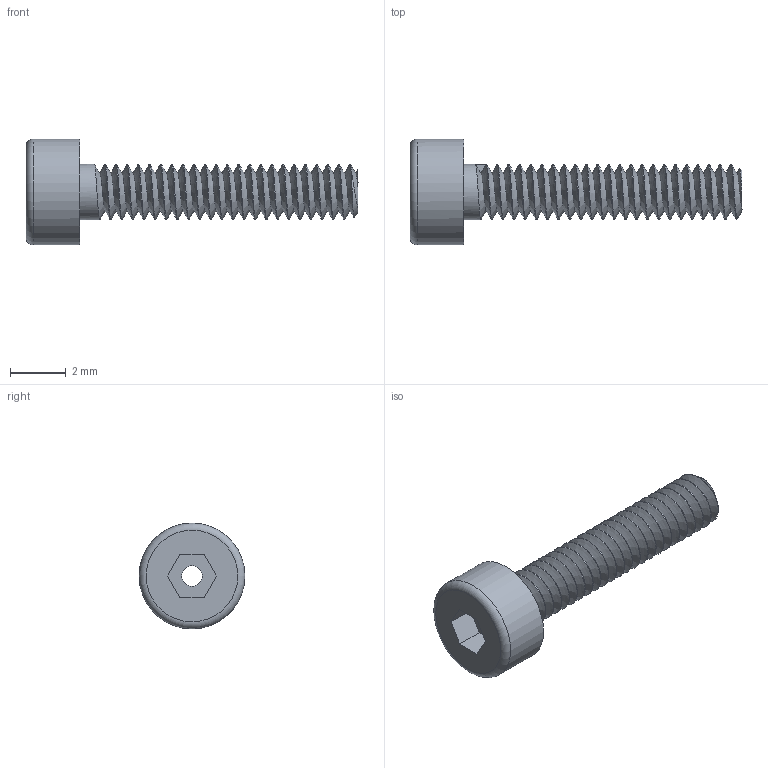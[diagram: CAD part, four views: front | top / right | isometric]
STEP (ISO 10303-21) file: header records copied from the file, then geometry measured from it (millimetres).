
FILE_DESCRIPTION(/* description */ (''),/* implementation_level */ '2;1');
FILE_NAME(/* name */ 'A-VS-M2X10.stp',/* time_stamp */ '2020-10-14T09:22:29+01:00',/* author */ ('Paul'),/* organization */ (''),/* preprocessor_version */ 'ST-DEVELOPER v18.1',/* originating_system */ 'Autodesk Inventor 2021',/* authorisation */ '');
FILE_SCHEMA (('AUTOMOTIVE_DESIGN { 1 0 10303 214 3 1 1 }'));
Length unit declared in the file: millimetre
Products named in the file (1): MC-210
Bounding box: 11.93 x 3.8 x 3.8 mm (x, y, z)
Volume: 38.1 mm3; surface area: 173.5 mm2
Topology: 1 solids, 1 shells, 51 faces, 130 edges, 83 vertices
Faces by surface type: cylinder 26, bspline 12, plane 11, cone 1, torus 1
Full cylindrical faces by diameter (mm): 0.74 x1, 2 x23, 3.8 x1
Entity records: 7556 total; most frequent: CARTESIAN_POINT 6427, ORIENTED_EDGE 260, DIRECTION 161, EDGE_CURVE 130, VERTEX_POINT 83, B_SPLINE_CURVE_WITH_KNOTS 62, EDGE_LOOP 55, LINE 55
